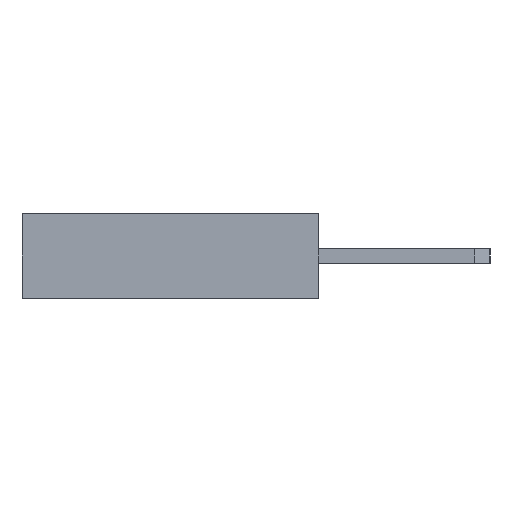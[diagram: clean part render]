
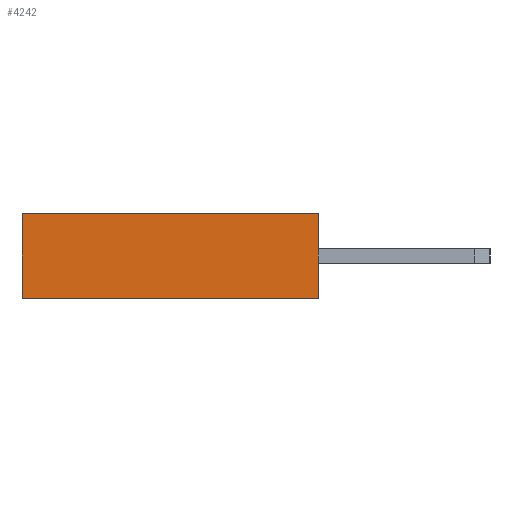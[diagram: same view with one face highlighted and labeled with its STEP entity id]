
A CAD part, left-side view. The second image highlights one B-rep face of the part: STEP entity #4242.
In plain terms, the highlighted planar face has unit normal (-1, 0, 0).
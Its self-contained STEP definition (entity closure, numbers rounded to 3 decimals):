
#111 = DIRECTION ( 'NONE',  ( 0., 0., 1. ) ) ;
#389 = VERTEX_POINT ( 'NONE', #1891 ) ;
#530 = LINE ( 'NONE', #8175, #965 ) ;
#741 = DIRECTION ( 'NONE',  ( 0., -1., 0. ) ) ;
#965 = VECTOR ( 'NONE', #1338, 1000. ) ;
#1338 = DIRECTION ( 'NONE',  ( 0., 0., 1. ) ) ;
#1429 = CARTESIAN_POINT ( 'NONE',  ( -20.574, 8.509, -1.207 ) ) ;
#1847 = EDGE_CURVE ( 'NONE', #2114, #5801, #530, .T. ) ;
#1891 = CARTESIAN_POINT ( 'NONE',  ( -20.574, 0., 1.207 ) ) ;
#2007 = VERTEX_POINT ( 'NONE', #4227 ) ;
#2072 = AXIS2_PLACEMENT_3D ( 'NONE', #5825, #5224, #8266 ) ;
#2114 = VERTEX_POINT ( 'NONE', #1429 ) ;
#2934 = FACE_OUTER_BOUND ( 'NONE', #4236, .T. ) ;
#3877 = ORIENTED_EDGE ( 'NONE', *, *, #5360, .T. ) ;
#4227 = CARTESIAN_POINT ( 'NONE',  ( -20.574, 0., -1.207 ) ) ;
#4236 = EDGE_LOOP ( 'NONE', ( #8007, #6842, #9201, #3877 ) ) ;
#4242 = ADVANCED_FACE ( 'NONE', ( #2934 ), #5981, .F. ) ;
#4863 = CARTESIAN_POINT ( 'NONE',  ( -20.574, 8.509, -1.207 ) ) ;
#5224 = DIRECTION ( 'NONE',  ( 1., 0., 0. ) ) ;
#5360 = EDGE_CURVE ( 'NONE', #2114, #2007, #7957, .T. ) ;
#5407 = CARTESIAN_POINT ( 'NONE',  ( -20.574, 8.509, 1.207 ) ) ;
#5792 = EDGE_CURVE ( 'NONE', #2007, #389, #6890, .T. ) ;
#5801 = VERTEX_POINT ( 'NONE', #5407 ) ;
#5825 = CARTESIAN_POINT ( 'NONE',  ( -20.574, 8.509, -1.207 ) ) ;
#5981 = PLANE ( 'NONE',  #2072 ) ;
#5998 = VECTOR ( 'NONE', #111, 1000. ) ;
#6166 = EDGE_CURVE ( 'NONE', #5801, #389, #9823, .T. ) ;
#6237 = CARTESIAN_POINT ( 'NONE',  ( -20.574, 8.509, 1.207 ) ) ;
#6842 = ORIENTED_EDGE ( 'NONE', *, *, #6166, .F. ) ;
#6890 = LINE ( 'NONE', #9226, #5998 ) ;
#7582 = VECTOR ( 'NONE', #8002, 1000. ) ;
#7957 = LINE ( 'NONE', #4863, #7582 ) ;
#8002 = DIRECTION ( 'NONE',  ( 0., -1., 0. ) ) ;
#8007 = ORIENTED_EDGE ( 'NONE', *, *, #5792, .T. ) ;
#8175 = CARTESIAN_POINT ( 'NONE',  ( -20.574, 8.509, -1.207 ) ) ;
#8266 = DIRECTION ( 'NONE',  ( 0., 1., 0. ) ) ;
#8815 = VECTOR ( 'NONE', #741, 1000. ) ;
#9201 = ORIENTED_EDGE ( 'NONE', *, *, #1847, .F. ) ;
#9226 = CARTESIAN_POINT ( 'NONE',  ( -20.574, 0., -1.207 ) ) ;
#9823 = LINE ( 'NONE', #6237, #8815 ) ;
